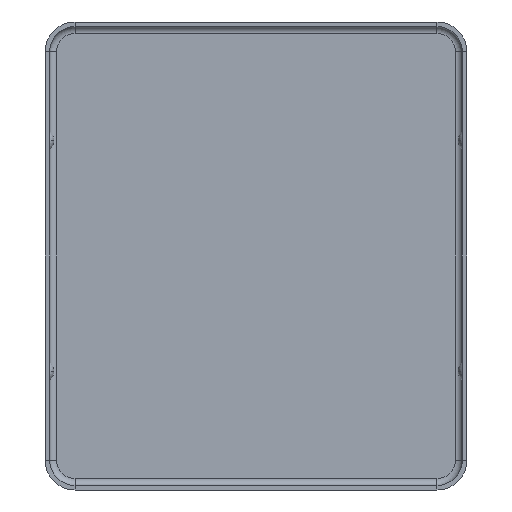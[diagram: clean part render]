
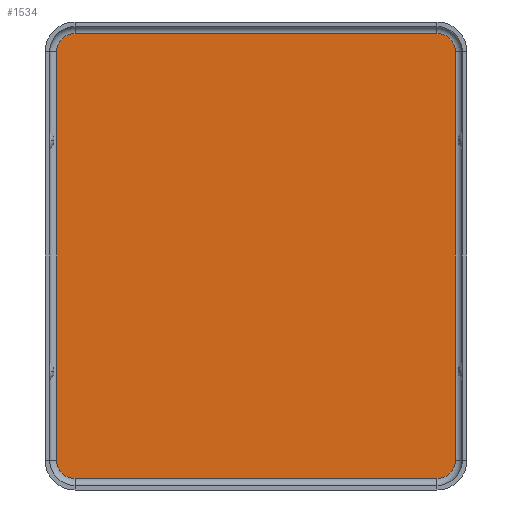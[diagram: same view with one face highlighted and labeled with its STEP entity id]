
A CAD part, front view. The second image highlights one B-rep face of the part: STEP entity #1534.
In plain terms, the highlighted planar face has unit normal (0, -1, 0).
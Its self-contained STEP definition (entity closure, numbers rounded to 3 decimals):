
#88 = EDGE_CURVE ( 'NONE', #403, #1624, #172, .T. ) ;
#100 = AXIS2_PLACEMENT_3D ( 'NONE', #376, #1244, #1251 ) ;
#104 = VERTEX_POINT ( 'NONE', #1174 ) ;
#110 = ORIENTED_EDGE ( 'NONE', *, *, #981, .F. ) ;
#172 = LINE ( 'NONE', #1570, #489 ) ;
#175 = EDGE_LOOP ( 'NONE', ( #1189, #213, #391, #576, #520, #284, #110, #336 ) ) ;
#190 = DIRECTION ( 'NONE',  ( 0., 0., 1. ) ) ;
#191 = EDGE_CURVE ( 'NONE', #104, #355, #953, .T. ) ;
#213 = ORIENTED_EDGE ( 'NONE', *, *, #258, .F. ) ;
#258 = EDGE_CURVE ( 'NONE', #403, #889, #1549, .T. ) ;
#284 = ORIENTED_EDGE ( 'NONE', *, *, #372, .F. ) ;
#315 = CIRCLE ( 'NONE', #100, 0.8 ) ;
#326 = CARTESIAN_POINT ( 'NONE',  ( 7.85, -0.2, -8.85 ) ) ;
#336 = ORIENTED_EDGE ( 'NONE', *, *, #932, .T. ) ;
#352 = AXIS2_PLACEMENT_3D ( 'NONE', #731, #1441, #827 ) ;
#355 = VERTEX_POINT ( 'NONE', #494 ) ;
#372 = EDGE_CURVE ( 'NONE', #1227, #104, #315, .T. ) ;
#376 = CARTESIAN_POINT ( 'NONE',  ( 7.85, -0.2, -8.85 ) ) ;
#391 = ORIENTED_EDGE ( 'NONE', *, *, #88, .T. ) ;
#402 = EDGE_CURVE ( 'NONE', #1624, #355, #756, .T. ) ;
#403 = VERTEX_POINT ( 'NONE', #1041 ) ;
#409 = CARTESIAN_POINT ( 'NONE',  ( 8.65, -0.2, -8.85 ) ) ;
#413 = DIRECTION ( 'NONE',  ( 0., 0., 1. ) ) ;
#449 = VERTEX_POINT ( 'NONE', #1154 ) ;
#453 = DIRECTION ( 'NONE',  ( 0., 0., -1. ) ) ;
#482 = CARTESIAN_POINT ( 'NONE',  ( -7.85, -0.2, 8.85 ) ) ;
#489 = VECTOR ( 'NONE', #1445, 1000. ) ;
#494 = CARTESIAN_POINT ( 'NONE',  ( -7.85, -0.2, -9.65 ) ) ;
#520 = ORIENTED_EDGE ( 'NONE', *, *, #191, .F. ) ;
#537 = CIRCLE ( 'NONE', #352, 0.8 ) ;
#539 = VECTOR ( 'NONE', #1361, 1000. ) ;
#576 = ORIENTED_EDGE ( 'NONE', *, *, #402, .T. ) ;
#581 = CARTESIAN_POINT ( 'NONE',  ( 7.85, -0.2, -9.65 ) ) ;
#599 = CARTESIAN_POINT ( 'NONE',  ( 8.65, -0.2, 0. ) ) ;
#617 = CARTESIAN_POINT ( 'NONE',  ( 7.85, -0.2, 9.65 ) ) ;
#660 = VERTEX_POINT ( 'NONE', #1138 ) ;
#672 = EDGE_CURVE ( 'NONE', #660, #889, #1248, .T. ) ;
#674 = DIRECTION ( 'NONE',  ( 0., 1., 0. ) ) ;
#698 = LINE ( 'NONE', #599, #849 ) ;
#731 = CARTESIAN_POINT ( 'NONE',  ( 7.85, -0.2, 8.85 ) ) ;
#756 = CIRCLE ( 'NONE', #1045, 0.8 ) ;
#789 = CARTESIAN_POINT ( 'NONE',  ( -7.85, -0.2, -8.85 ) ) ;
#827 = DIRECTION ( 'NONE',  ( 0., 0., -1. ) ) ;
#849 = VECTOR ( 'NONE', #453, 1000. ) ;
#869 = DIRECTION ( 'NONE',  ( 0., 0., -1. ) ) ;
#889 = VERTEX_POINT ( 'NONE', #1180 ) ;
#917 = AXIS2_PLACEMENT_3D ( 'NONE', #326, #674, #190 ) ;
#919 = VECTOR ( 'NONE', #977, 1000. ) ;
#932 = EDGE_CURVE ( 'NONE', #449, #660, #537, .T. ) ;
#953 = LINE ( 'NONE', #581, #919 ) ;
#977 = DIRECTION ( 'NONE',  ( -1., 0., 0. ) ) ;
#981 = EDGE_CURVE ( 'NONE', #449, #1227, #698, .T. ) ;
#1041 = CARTESIAN_POINT ( 'NONE',  ( -8.65, -0.2, 8.85 ) ) ;
#1045 = AXIS2_PLACEMENT_3D ( 'NONE', #789, #1408, #413 ) ;
#1130 = AXIS2_PLACEMENT_3D ( 'NONE', #482, #1478, #869 ) ;
#1138 = CARTESIAN_POINT ( 'NONE',  ( 7.85, -0.2, 9.65 ) ) ;
#1154 = CARTESIAN_POINT ( 'NONE',  ( 8.65, -0.2, 8.85 ) ) ;
#1174 = CARTESIAN_POINT ( 'NONE',  ( 7.85, -0.2, -9.65 ) ) ;
#1180 = CARTESIAN_POINT ( 'NONE',  ( -7.85, -0.2, 9.65 ) ) ;
#1189 = ORIENTED_EDGE ( 'NONE', *, *, #672, .T. ) ;
#1227 = VERTEX_POINT ( 'NONE', #409 ) ;
#1244 = DIRECTION ( 'NONE',  ( 0., 1., 0. ) ) ;
#1248 = LINE ( 'NONE', #617, #539 ) ;
#1251 = DIRECTION ( 'NONE',  ( 0., 0., 1. ) ) ;
#1289 = CARTESIAN_POINT ( 'NONE',  ( -8.65, -0.2, -8.85 ) ) ;
#1298 = PLANE ( 'NONE',  #917 ) ;
#1317 = FACE_OUTER_BOUND ( 'NONE', #175, .T. ) ;
#1361 = DIRECTION ( 'NONE',  ( -1., 0., 0. ) ) ;
#1408 = DIRECTION ( 'NONE',  ( 0., -1., 0. ) ) ;
#1441 = DIRECTION ( 'NONE',  ( 0., -1., 0. ) ) ;
#1445 = DIRECTION ( 'NONE',  ( 0., 0., -1. ) ) ;
#1478 = DIRECTION ( 'NONE',  ( 0., 1., 0. ) ) ;
#1534 = ADVANCED_FACE ( 'NONE', ( #1317 ), #1298, .F. ) ;
#1549 = CIRCLE ( 'NONE', #1130, 0.8 ) ;
#1570 = CARTESIAN_POINT ( 'NONE',  ( -8.65, -0.2, 0. ) ) ;
#1624 = VERTEX_POINT ( 'NONE', #1289 ) ;
